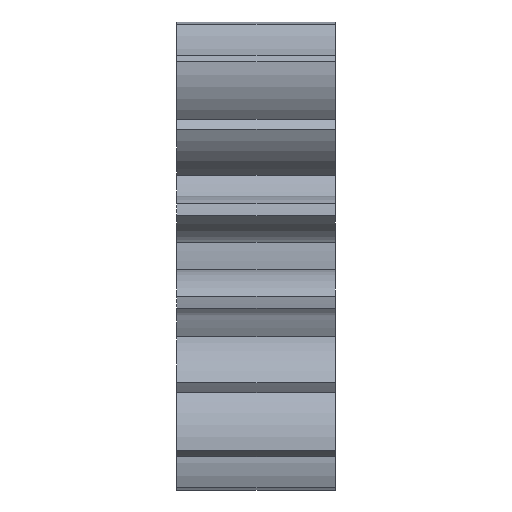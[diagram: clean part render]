
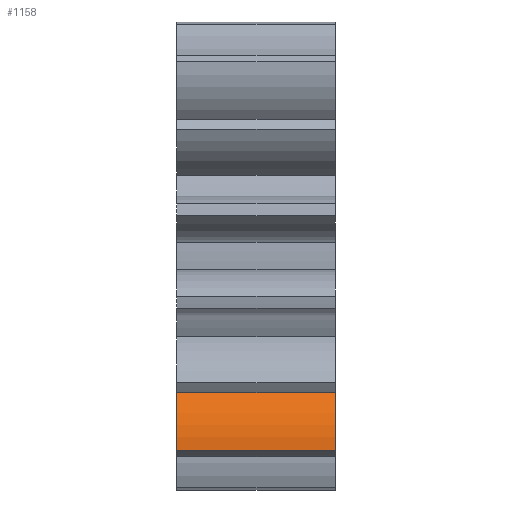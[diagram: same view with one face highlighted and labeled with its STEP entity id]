
A CAD part, front view. The second image highlights one B-rep face of the part: STEP entity #1158.
In plain terms, the highlighted cylindrical face has radius 3.387 mm (diameter 6.773 mm), a partial arc.
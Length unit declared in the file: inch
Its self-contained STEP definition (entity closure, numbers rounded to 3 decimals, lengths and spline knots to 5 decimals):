
#49 = VECTOR ( 'NONE', #1344, 39.37008 ) ;
#110 = AXIS2_PLACEMENT_3D ( 'NONE', #654, #454, #1785 ) ;
#170 = ORIENTED_EDGE ( 'NONE', *, *, #2447, .T. ) ;
#206 = VERTEX_POINT ( 'NONE', #958 ) ;
#265 = ORIENTED_EDGE ( 'NONE', *, *, #2315, .T. ) ;
#272 = DIRECTION ( 'NONE',  ( -1., 0., 0. ) ) ;
#299 = CYLINDRICAL_SURFACE ( 'NONE', #1072, 0.13333 ) ;
#335 = ORIENTED_EDGE ( 'NONE', *, *, #949, .T. ) ;
#336 = CARTESIAN_POINT ( 'NONE',  ( 0.25, -0.21607, -0.30649 ) ) ;
#352 = DIRECTION ( 'NONE',  ( 1., 0., 0. ) ) ;
#431 = CIRCLE ( 'NONE', #110, 0.13333 ) ;
#454 = DIRECTION ( 'NONE',  ( -1., 0., 0. ) ) ;
#530 = VECTOR ( 'NONE', #1471, 39.37008 ) ;
#536 = VERTEX_POINT ( 'NONE', #336 ) ;
#556 = CARTESIAN_POINT ( 'NONE',  ( 0.25, -0.18279, -0.21386 ) ) ;
#611 = CARTESIAN_POINT ( 'NONE',  ( 0., -0.21607, -0.30649 ) ) ;
#654 = CARTESIAN_POINT ( 'NONE',  ( 0.25, -0.08281, -0.30209 ) ) ;
#708 = LINE ( 'NONE', #1484, #530 ) ;
#770 = DIRECTION ( 'NONE',  ( 0., 0., -1. ) ) ;
#846 = FACE_OUTER_BOUND ( 'NONE', #2356, .T. ) ;
#949 = EDGE_CURVE ( 'NONE', #1924, #206, #2299, .T. ) ;
#958 = CARTESIAN_POINT ( 'NONE',  ( 0., -0.18279, -0.21386 ) ) ;
#1070 = CARTESIAN_POINT ( 'NONE',  ( 0.25, -0.18279, -0.21386 ) ) ;
#1072 = AXIS2_PLACEMENT_3D ( 'NONE', #2061, #272, #2017 ) ;
#1152 = EDGE_CURVE ( 'NONE', #2232, #536, #708, .T. ) ;
#1158 = ADVANCED_FACE ( 'NONE', ( #846 ), #299, .T. ) ;
#1344 = DIRECTION ( 'NONE',  ( -1., 0., 0. ) ) ;
#1471 = DIRECTION ( 'NONE',  ( 1., 0., 0. ) ) ;
#1484 = CARTESIAN_POINT ( 'NONE',  ( 0.125, -0.21607, -0.30649 ) ) ;
#1785 = DIRECTION ( 'NONE',  ( 0., -0.707, 0.707 ) ) ;
#1879 = AXIS2_PLACEMENT_3D ( 'NONE', #2314, #352, #770 ) ;
#1924 = VERTEX_POINT ( 'NONE', #1070 ) ;
#2017 = DIRECTION ( 'NONE',  ( 0., 0., 1. ) ) ;
#2029 = ORIENTED_EDGE ( 'NONE', *, *, #1152, .T. ) ;
#2061 = CARTESIAN_POINT ( 'NONE',  ( 0.25, -0.08281, -0.30209 ) ) ;
#2232 = VERTEX_POINT ( 'NONE', #611 ) ;
#2299 = LINE ( 'NONE', #556, #49 ) ;
#2314 = CARTESIAN_POINT ( 'NONE',  ( 0., -0.08281, -0.30209 ) ) ;
#2315 = EDGE_CURVE ( 'NONE', #206, #2232, #2411, .T. ) ;
#2356 = EDGE_LOOP ( 'NONE', ( #2029, #170, #335, #265 ) ) ;
#2411 = CIRCLE ( 'NONE', #1879, 0.13333 ) ;
#2447 = EDGE_CURVE ( 'NONE', #536, #1924, #431, .T. ) ;
